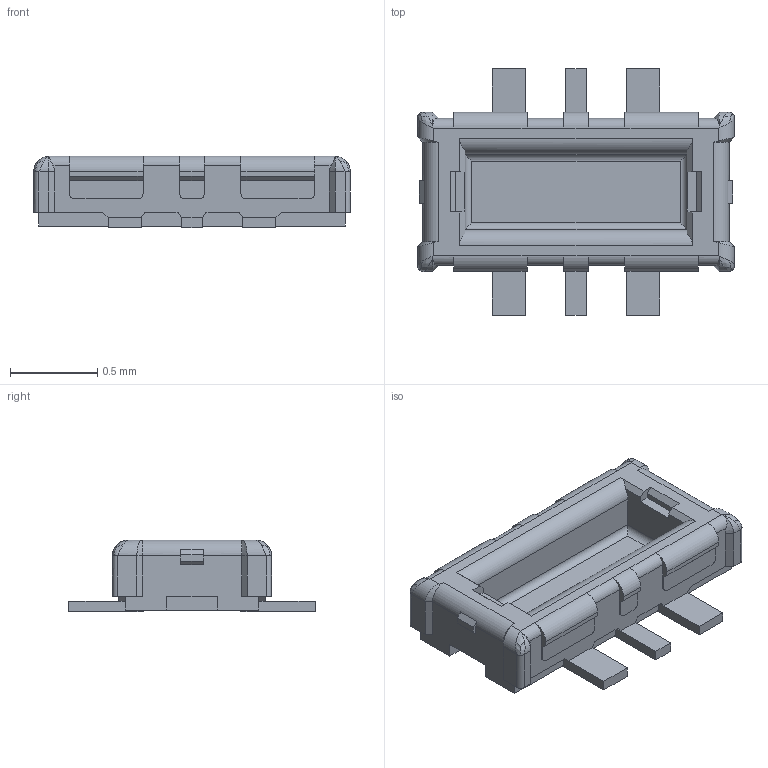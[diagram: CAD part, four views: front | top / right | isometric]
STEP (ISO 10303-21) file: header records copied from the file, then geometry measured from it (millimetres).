
FILE_DESCRIPTION(/* description */ ('STEP AP242','CAx-IF Rec.Pracs.---Representation and Presentation of Product Manufacturing Information (PMI)---4.0---2014-10-13','CAx-IF Rec.Pracs.---3D Tessellated Geometry---0.4---2014-09-14','2;1'),/* implementation_level */ '2;1');
FILE_NAME(/* name */ '618bef05846b426cb822c87c',/* time_stamp */ '2021-11-10T16:10:46+00:00',/* author */ (''),/* organization */ (''),/* preprocessor_version */ 'ST-DEVELOPER v18.1',/* originating_system */ ' ',/* authorisation */ ' ');
FILE_SCHEMA (('AP242_MANAGED_MODEL_BASED_3D_ENGINEERING_MIM_LF { 1 0 10303 442 1 1 4 }'));
Length unit declared in the file: metre
Products named in the file (1): BM29B-2DP_2-0.35V
Bounding box: 1.81 x 1.41 x 0.41 mm (x, y, z)
Volume: 0.4 mm3; surface area: 6.9 mm2
Topology: 1 solids, 1 shells, 225 faces, 618 edges, 396 vertices
Faces by surface type: plane 153, cylinder 52, bspline 12, cone 8
Entity records: 8935 total; most frequent: CARTESIAN_POINT 2650, ORIENTED_EDGE 1236, DIRECTION 1084, EDGE_CURVE 618, LINE 464, VECTOR 464, VERTEX_POINT 396, AXIS2_PLACEMENT_3D 310
